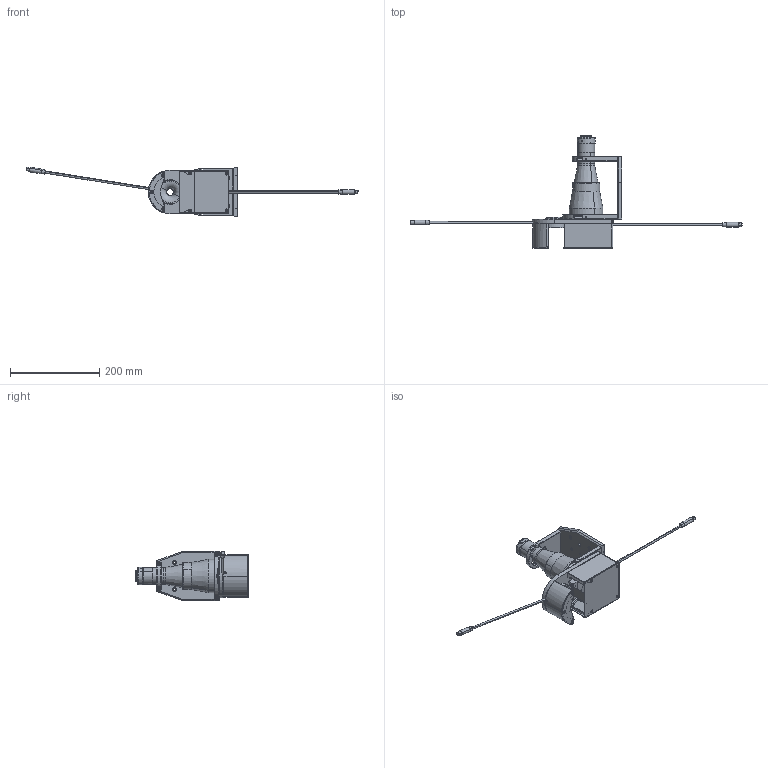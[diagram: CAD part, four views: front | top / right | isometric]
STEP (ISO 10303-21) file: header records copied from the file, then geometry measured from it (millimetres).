
FILE_DESCRIPTION (( 'STEP AP203' ), '1' );
FILE_NAME ('DP30062_TCCAGE23048HP.step', '2020-06-26T14:35:43', ( '' ), ( '' ), 'SwSTEP 2.0', 'SolidWorks 2020', '' );
FILE_SCHEMA (( 'CONFIG_CONTROL_DESIGN' ));
Length unit declared in the file: millimetre
Products named in the file (1): DP30062_TCCAGE23048HP
Bounding box: 744.77 x 252.03 x 111.05 mm (x, y, z)
Surface area: 246213.1 mm2 (no closed solid volume)
Topology: 0 solids, 86 shells, 724 faces, 2498 edges, 1845 vertices
Faces by surface type: plane 343, cylinder 258, cone 69, torus 48, sphere 6
Entity records: 28139 total; most frequent: CARTESIAN_POINT 6134, DIRECTION 4811, ORIENTED_EDGE 3766, EDGE_CURVE 2492, VERTEX_POINT 1845, AXIS2_PLACEMENT_3D 1704, VECTOR 1403, LINE 1403
